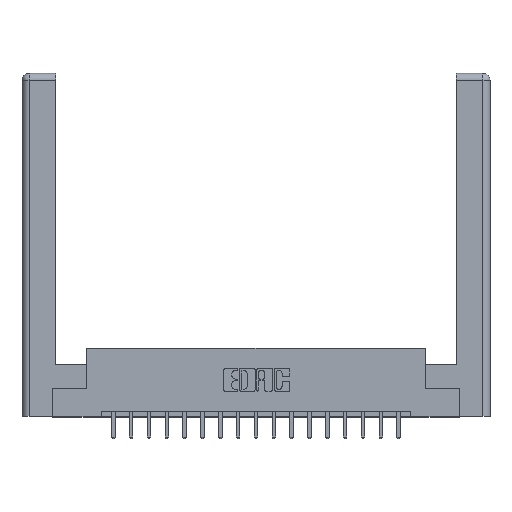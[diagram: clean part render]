
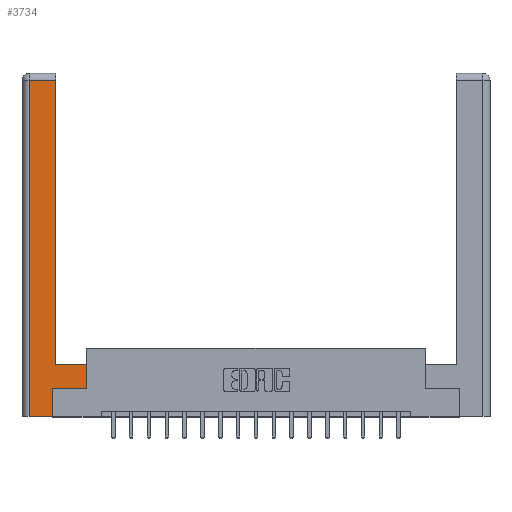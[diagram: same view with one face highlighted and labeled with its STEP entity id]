
A CAD part, top view. The second image highlights one B-rep face of the part: STEP entity #3734.
In plain terms, the highlighted planar face has unit normal (0, 0, 1).
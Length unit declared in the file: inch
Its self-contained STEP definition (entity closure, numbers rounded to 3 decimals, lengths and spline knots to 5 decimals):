
#432 = CARTESIAN_POINT ( 'NONE',  ( 0.0615, 0., 0. ) ) ;
#462 = LINE ( 'NONE', #10776, #3483 ) ;
#1217 = LINE ( 'NONE', #4487, #16509 ) ;
#1923 = LINE ( 'NONE', #7872, #14441 ) ;
#2382 = DIRECTION ( 'NONE',  ( 0., 0., -1. ) ) ;
#2525 = CARTESIAN_POINT ( 'NONE',  ( 0.265, 0.245, 0. ) ) ;
#2705 = ORIENTED_EDGE ( 'NONE', *, *, #5179, .T. ) ;
#2961 = DIRECTION ( 'NONE',  ( 0., 1., 0. ) ) ;
#2975 = CARTESIAN_POINT ( 'NONE',  ( 0.0615, 2.94, 0. ) ) ;
#3015 = ORIENTED_EDGE ( 'NONE', *, *, #3355, .T. ) ;
#3355 = EDGE_CURVE ( 'NONE', #9779, #9404, #1217, .T. ) ;
#3483 = VECTOR ( 'NONE', #2961, 39.37008 ) ;
#3734 = ADVANCED_FACE ( 'NONE', ( #5829 ), #7977, .F. ) ;
#3819 = CARTESIAN_POINT ( 'NONE',  ( 0.295, 2.94, 0. ) ) ;
#4056 = DIRECTION ( 'NONE',  ( 1., 0., 0. ) ) ;
#4313 = ORIENTED_EDGE ( 'NONE', *, *, #18184, .T. ) ;
#4487 = CARTESIAN_POINT ( 'NONE',  ( 0.295, 3., 0. ) ) ;
#4577 = VERTEX_POINT ( 'NONE', #2525 ) ;
#4639 = LINE ( 'NONE', #17281, #12746 ) ;
#5179 = EDGE_CURVE ( 'NONE', #4577, #7750, #4639, .T. ) ;
#5383 = CARTESIAN_POINT ( 'NONE',  ( 0., 0., 0. ) ) ;
#5518 = VECTOR ( 'NONE', #5940, 39.37008 ) ;
#5740 = LINE ( 'NONE', #14963, #5518 ) ;
#5829 = FACE_OUTER_BOUND ( 'NONE', #7540, .T. ) ;
#5940 = DIRECTION ( 'NONE',  ( 0., 1., 0. ) ) ;
#6015 = VERTEX_POINT ( 'NONE', #15339 ) ;
#7199 = ORIENTED_EDGE ( 'NONE', *, *, #15032, .T. ) ;
#7540 = EDGE_LOOP ( 'NONE', ( #3015, #16202, #7199, #4313, #10221, #2705, #12644, #17617 ) ) ;
#7750 = VERTEX_POINT ( 'NONE', #12763 ) ;
#7869 = VECTOR ( 'NONE', #4056, 39.37008 ) ;
#7872 = CARTESIAN_POINT ( 'NONE',  ( 0.0615, 2.94, 0. ) ) ;
#7977 = PLANE ( 'NONE',  #8990 ) ;
#8740 = VERTEX_POINT ( 'NONE', #2975 ) ;
#8990 = AXIS2_PLACEMENT_3D ( 'NONE', #5383, #2382, #17209 ) ;
#9404 = VERTEX_POINT ( 'NONE', #3819 ) ;
#9779 = VERTEX_POINT ( 'NONE', #11346 ) ;
#9837 = LINE ( 'NONE', #432, #16118 ) ;
#9884 = EDGE_CURVE ( 'NONE', #6015, #9779, #18580, .T. ) ;
#10221 = ORIENTED_EDGE ( 'NONE', *, *, #17974, .T. ) ;
#10490 = DIRECTION ( 'NONE',  ( 0., 1., 0. ) ) ;
#10709 = DIRECTION ( 'NONE',  ( -1., 0., 0. ) ) ;
#10776 = CARTESIAN_POINT ( 'NONE',  ( 0.265, 0.245, 0. ) ) ;
#11132 = VERTEX_POINT ( 'NONE', #15359 ) ;
#11346 = CARTESIAN_POINT ( 'NONE',  ( 0.295, 0.45, 0. ) ) ;
#12046 = LINE ( 'NONE', #12543, #7869 ) ;
#12254 = VERTEX_POINT ( 'NONE', #15971 ) ;
#12543 = CARTESIAN_POINT ( 'NONE',  ( 0.265, 0., 0. ) ) ;
#12641 = DIRECTION ( 'NONE',  ( 1., 0., 0. ) ) ;
#12644 = ORIENTED_EDGE ( 'NONE', *, *, #13085, .T. ) ;
#12746 = VECTOR ( 'NONE', #12641, 39.37008 ) ;
#12763 = CARTESIAN_POINT ( 'NONE',  ( 0.565, 0.245, 0. ) ) ;
#13085 = EDGE_CURVE ( 'NONE', #7750, #6015, #5740, .T. ) ;
#14365 = DIRECTION ( 'NONE',  ( -1., 0., 0. ) ) ;
#14437 = VECTOR ( 'NONE', #14365, 39.37008 ) ;
#14441 = VECTOR ( 'NONE', #10709, 39.37008 ) ;
#14963 = CARTESIAN_POINT ( 'NONE',  ( 0.565, 0.45, 0. ) ) ;
#15032 = EDGE_CURVE ( 'NONE', #8740, #12254, #9837, .T. ) ;
#15339 = CARTESIAN_POINT ( 'NONE',  ( 0.565, 0.45, 0. ) ) ;
#15359 = CARTESIAN_POINT ( 'NONE',  ( 0.265, 0., 0. ) ) ;
#15905 = CARTESIAN_POINT ( 'NONE',  ( 0.295, 0.45, 0. ) ) ;
#15971 = CARTESIAN_POINT ( 'NONE',  ( 0.0615, 0., 0. ) ) ;
#16118 = VECTOR ( 'NONE', #17932, 39.37008 ) ;
#16125 = EDGE_CURVE ( 'NONE', #9404, #8740, #1923, .T. ) ;
#16202 = ORIENTED_EDGE ( 'NONE', *, *, #16125, .T. ) ;
#16509 = VECTOR ( 'NONE', #10490, 39.37008 ) ;
#17209 = DIRECTION ( 'NONE',  ( -1., 0., 0. ) ) ;
#17281 = CARTESIAN_POINT ( 'NONE',  ( 0.565, 0.245, 0. ) ) ;
#17617 = ORIENTED_EDGE ( 'NONE', *, *, #9884, .T. ) ;
#17932 = DIRECTION ( 'NONE',  ( 0., -1., 0. ) ) ;
#17974 = EDGE_CURVE ( 'NONE', #11132, #4577, #462, .T. ) ;
#18184 = EDGE_CURVE ( 'NONE', #12254, #11132, #12046, .T. ) ;
#18580 = LINE ( 'NONE', #15905, #14437 ) ;
